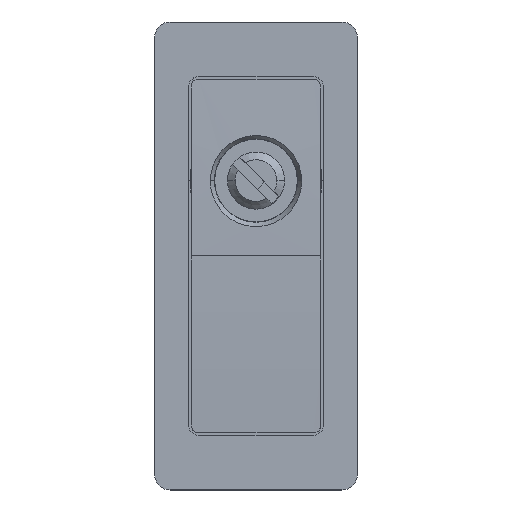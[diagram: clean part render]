
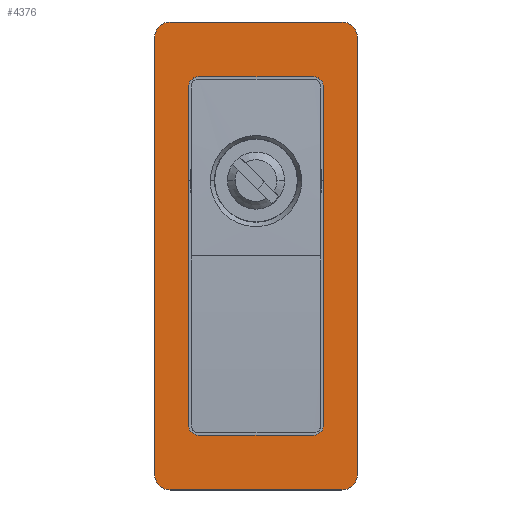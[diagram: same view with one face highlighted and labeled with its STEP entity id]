
A CAD part, top view. The second image highlights one B-rep face of the part: STEP entity #4376.
In plain terms, the highlighted planar face has unit normal (0, 0, 1).
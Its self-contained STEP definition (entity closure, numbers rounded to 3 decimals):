
#15 = VERTEX_POINT ( 'NONE', #3044 ) ;
#49 = VECTOR ( 'NONE', #5158, 1000. ) ;
#92 = DIRECTION ( 'NONE',  ( 1., 0., 0. ) ) ;
#176 = DIRECTION ( 'NONE',  ( 0., 0., 1. ) ) ;
#253 = AXIS2_PLACEMENT_3D ( 'NONE', #3738, #176, #4338 ) ;
#290 = CARTESIAN_POINT ( 'NONE',  ( 16.5, -56.5, 0. ) ) ;
#354 = CIRCLE ( 'NONE', #2705, 2. ) ;
#564 = ORIENTED_EDGE ( 'NONE', *, *, #4732, .F. ) ;
#651 = DIRECTION ( 'NONE',  ( 0., 0., 1. ) ) ;
#670 = CARTESIAN_POINT ( 'NONE',  ( 19.5, 27.5, 0. ) ) ;
#706 = CARTESIAN_POINT ( 'NONE',  ( -16.5, -59.5, 0. ) ) ;
#727 = ORIENTED_EDGE ( 'NONE', *, *, #1467, .T. ) ;
#728 = CIRCLE ( 'NONE', #6239, 3. ) ;
#763 = CARTESIAN_POINT ( 'NONE',  ( 16.5, 30.5, 0. ) ) ;
#787 = VECTOR ( 'NONE', #6294, 1000. ) ;
#831 = DIRECTION ( 'NONE',  ( 0., 0., 1. ) ) ;
#1011 = CARTESIAN_POINT ( 'NONE',  ( -16.5, -56.5, 0. ) ) ;
#1140 = VERTEX_POINT ( 'NONE', #2590 ) ;
#1228 = CARTESIAN_POINT ( 'NONE',  ( 19.5, 27.5, 0. ) ) ;
#1276 = LINE ( 'NONE', #7251, #7638 ) ;
#1319 = CARTESIAN_POINT ( 'NONE',  ( 11., 18., 0. ) ) ;
#1423 = PLANE ( 'NONE',  #4716 ) ;
#1435 = EDGE_CURVE ( 'NONE', #1140, #1852, #7273, .T. ) ;
#1467 = EDGE_CURVE ( 'NONE', #2233, #3530, #6702, .T. ) ;
#1491 = VERTEX_POINT ( 'NONE', #763 ) ;
#1599 = DIRECTION ( 'NONE',  ( 0., 1., 0. ) ) ;
#1627 = ORIENTED_EDGE ( 'NONE', *, *, #5292, .T. ) ;
#1669 = ORIENTED_EDGE ( 'NONE', *, *, #7632, .T. ) ;
#1828 = CARTESIAN_POINT ( 'NONE',  ( -11., -47., 0. ) ) ;
#1852 = VERTEX_POINT ( 'NONE', #7177 ) ;
#1926 = EDGE_CURVE ( 'NONE', #6645, #7050, #1276, .T. ) ;
#1933 = DIRECTION ( 'NONE',  ( 0., 0., 1. ) ) ;
#1939 = CARTESIAN_POINT ( 'NONE',  ( -19.5, 27.5, 0. ) ) ;
#2042 = CARTESIAN_POINT ( 'NONE',  ( -11., -49., 0. ) ) ;
#2087 = CARTESIAN_POINT ( 'NONE',  ( -16.5, -56.5, 0. ) ) ;
#2169 = EDGE_CURVE ( 'NONE', #5034, #6645, #2293, .T. ) ;
#2233 = VERTEX_POINT ( 'NONE', #4494 ) ;
#2254 = VERTEX_POINT ( 'NONE', #6274 ) ;
#2293 = CIRCLE ( 'NONE', #5363, 2. ) ;
#2347 = ORIENTED_EDGE ( 'NONE', *, *, #5828, .T. ) ;
#2465 = CARTESIAN_POINT ( 'NONE',  ( -19.5, 27.5, 0. ) ) ;
#2492 = ORIENTED_EDGE ( 'NONE', *, *, #5595, .F. ) ;
#2590 = CARTESIAN_POINT ( 'NONE',  ( 13., 18., 0. ) ) ;
#2679 = VERTEX_POINT ( 'NONE', #2465 ) ;
#2698 = EDGE_CURVE ( 'NONE', #3570, #1491, #3972, .T. ) ;
#2705 = AXIS2_PLACEMENT_3D ( 'NONE', #1828, #1933, #4225 ) ;
#2918 = DIRECTION ( 'NONE',  ( 0., 0., 1. ) ) ;
#3001 = ORIENTED_EDGE ( 'NONE', *, *, #1926, .F. ) ;
#3024 = DIRECTION ( 'NONE',  ( 0., -1., 0. ) ) ;
#3044 = CARTESIAN_POINT ( 'NONE',  ( 19.5, -56.5, 0. ) ) ;
#3138 = AXIS2_PLACEMENT_3D ( 'NONE', #6510, #2918, #4121 ) ;
#3303 = LINE ( 'NONE', #4516, #5951 ) ;
#3348 = CARTESIAN_POINT ( 'NONE',  ( -11., -49., 0. ) ) ;
#3359 = ORIENTED_EDGE ( 'NONE', *, *, #3916, .T. ) ;
#3393 = DIRECTION ( 'NONE',  ( 1., 0., 0. ) ) ;
#3402 = AXIS2_PLACEMENT_3D ( 'NONE', #1011, #7006, #3393 ) ;
#3530 = VERTEX_POINT ( 'NONE', #6541 ) ;
#3570 = VERTEX_POINT ( 'NONE', #1228 ) ;
#3636 = AXIS2_PLACEMENT_3D ( 'NONE', #290, #6786, #6864 ) ;
#3698 = VECTOR ( 'NONE', #4673, 1000. ) ;
#3725 = CARTESIAN_POINT ( 'NONE',  ( -11., 20., 0. ) ) ;
#3738 = CARTESIAN_POINT ( 'NONE',  ( 16.5, 27.5, 0. ) ) ;
#3749 = EDGE_CURVE ( 'NONE', #1491, #4452, #7352, .T. ) ;
#3866 = CIRCLE ( 'NONE', #3402, 3. ) ;
#3916 = EDGE_CURVE ( 'NONE', #2254, #2233, #3866, .T. ) ;
#3952 = EDGE_CURVE ( 'NONE', #7304, #1140, #3303, .T. ) ;
#3972 = CIRCLE ( 'NONE', #253, 3. ) ;
#4014 = CARTESIAN_POINT ( 'NONE',  ( -16.5, 27.5, 0. ) ) ;
#4048 = CIRCLE ( 'NONE', #3636, 3. ) ;
#4121 = DIRECTION ( 'NONE',  ( 1., 0., 0. ) ) ;
#4170 = CIRCLE ( 'NONE', #3138, 2. ) ;
#4176 = LINE ( 'NONE', #7460, #3698 ) ;
#4225 = DIRECTION ( 'NONE',  ( 1., 0., 0. ) ) ;
#4257 = DIRECTION ( 'NONE',  ( 1., 0., 0. ) ) ;
#4265 = ORIENTED_EDGE ( 'NONE', *, *, #3749, .T. ) ;
#4292 = ORIENTED_EDGE ( 'NONE', *, *, #2169, .F. ) ;
#4338 = DIRECTION ( 'NONE',  ( 1., 0., 0. ) ) ;
#4376 = ADVANCED_FACE ( 'NONE', ( #7253, #4418 ), #1423, .T. ) ;
#4405 = DIRECTION ( 'NONE',  ( 0., 0., 1. ) ) ;
#4418 = FACE_OUTER_BOUND ( 'NONE', #6672, .T. ) ;
#4452 = VERTEX_POINT ( 'NONE', #4506 ) ;
#4465 = VERTEX_POINT ( 'NONE', #2042 ) ;
#4494 = CARTESIAN_POINT ( 'NONE',  ( -16.5, -59.5, 0. ) ) ;
#4506 = CARTESIAN_POINT ( 'NONE',  ( -16.5, 30.5, 0. ) ) ;
#4516 = CARTESIAN_POINT ( 'NONE',  ( 13., 18., 0. ) ) ;
#4601 = DIRECTION ( 'NONE',  ( 0., 0., 1. ) ) ;
#4673 = DIRECTION ( 'NONE',  ( -1., 0., 0. ) ) ;
#4716 = AXIS2_PLACEMENT_3D ( 'NONE', #2087, #4405, #5688 ) ;
#4732 = EDGE_CURVE ( 'NONE', #7050, #4465, #354, .T. ) ;
#4747 = DIRECTION ( 'NONE',  ( -1., 0., 0. ) ) ;
#4862 = EDGE_CURVE ( 'NONE', #15, #3570, #7758, .T. ) ;
#4917 = VECTOR ( 'NONE', #4257, 1000. ) ;
#5004 = DIRECTION ( 'NONE',  ( 0., 1., 0. ) ) ;
#5034 = VERTEX_POINT ( 'NONE', #3725 ) ;
#5055 = ORIENTED_EDGE ( 'NONE', *, *, #7246, .F. ) ;
#5158 = DIRECTION ( 'NONE',  ( 1., 0., 0. ) ) ;
#5292 = EDGE_CURVE ( 'NONE', #4452, #2679, #728, .T. ) ;
#5363 = AXIS2_PLACEMENT_3D ( 'NONE', #7404, #831, #5623 ) ;
#5501 = CARTESIAN_POINT ( 'NONE',  ( -13., 18., 0. ) ) ;
#5595 = EDGE_CURVE ( 'NONE', #1852, #5034, #4176, .T. ) ;
#5597 = ORIENTED_EDGE ( 'NONE', *, *, #4862, .T. ) ;
#5623 = DIRECTION ( 'NONE',  ( -1., 0., 0. ) ) ;
#5646 = ORIENTED_EDGE ( 'NONE', *, *, #2698, .T. ) ;
#5688 = DIRECTION ( 'NONE',  ( 1., 0., 0. ) ) ;
#5828 = EDGE_CURVE ( 'NONE', #2679, #2254, #7195, .T. ) ;
#5951 = VECTOR ( 'NONE', #1599, 1000. ) ;
#5980 = VECTOR ( 'NONE', #5004, 1000. ) ;
#6185 = ORIENTED_EDGE ( 'NONE', *, *, #6217, .F. ) ;
#6217 = EDGE_CURVE ( 'NONE', #6681, #7304, #4170, .T. ) ;
#6239 = AXIS2_PLACEMENT_3D ( 'NONE', #4014, #4601, #4747 ) ;
#6274 = CARTESIAN_POINT ( 'NONE',  ( -19.5, -56.5, 0. ) ) ;
#6294 = DIRECTION ( 'NONE',  ( -1., 0., 0. ) ) ;
#6317 = AXIS2_PLACEMENT_3D ( 'NONE', #1319, #651, #92 ) ;
#6325 = CARTESIAN_POINT ( 'NONE',  ( 11., -49., 0. ) ) ;
#6473 = CARTESIAN_POINT ( 'NONE',  ( 13., -47., 0. ) ) ;
#6510 = CARTESIAN_POINT ( 'NONE',  ( 11., -47., 0. ) ) ;
#6541 = CARTESIAN_POINT ( 'NONE',  ( 16.5, -59.5, 0. ) ) ;
#6617 = ORIENTED_EDGE ( 'NONE', *, *, #1435, .F. ) ;
#6645 = VERTEX_POINT ( 'NONE', #5501 ) ;
#6672 = EDGE_LOOP ( 'NONE', ( #3359, #727, #1669, #5597, #5646, #4265, #1627, #2347 ) ) ;
#6681 = VERTEX_POINT ( 'NONE', #6325 ) ;
#6702 = LINE ( 'NONE', #706, #4917 ) ;
#6786 = DIRECTION ( 'NONE',  ( 0., 0., 1. ) ) ;
#6864 = DIRECTION ( 'NONE',  ( 1., 0., 0. ) ) ;
#6916 = ORIENTED_EDGE ( 'NONE', *, *, #3952, .F. ) ;
#7003 = VECTOR ( 'NONE', #7254, 1000. ) ;
#7006 = DIRECTION ( 'NONE',  ( 0., 0., 1. ) ) ;
#7050 = VERTEX_POINT ( 'NONE', #7743 ) ;
#7177 = CARTESIAN_POINT ( 'NONE',  ( 11., 20., 0. ) ) ;
#7195 = LINE ( 'NONE', #1939, #7003 ) ;
#7210 = EDGE_LOOP ( 'NONE', ( #564, #3001, #4292, #2492, #6617, #6916, #6185, #5055 ) ) ;
#7246 = EDGE_CURVE ( 'NONE', #4465, #6681, #7628, .T. ) ;
#7251 = CARTESIAN_POINT ( 'NONE',  ( -13., 18., 0. ) ) ;
#7253 = FACE_BOUND ( 'NONE', #7210, .T. ) ;
#7254 = DIRECTION ( 'NONE',  ( 0., -1., 0. ) ) ;
#7273 = CIRCLE ( 'NONE', #6317, 2. ) ;
#7304 = VERTEX_POINT ( 'NONE', #6473 ) ;
#7352 = LINE ( 'NONE', #7398, #787 ) ;
#7398 = CARTESIAN_POINT ( 'NONE',  ( -16.5, 30.5, 0. ) ) ;
#7404 = CARTESIAN_POINT ( 'NONE',  ( -11., 18., 0. ) ) ;
#7460 = CARTESIAN_POINT ( 'NONE',  ( -11., 20., 0. ) ) ;
#7628 = LINE ( 'NONE', #3348, #49 ) ;
#7632 = EDGE_CURVE ( 'NONE', #3530, #15, #4048, .T. ) ;
#7638 = VECTOR ( 'NONE', #3024, 1000. ) ;
#7743 = CARTESIAN_POINT ( 'NONE',  ( -13., -47., 0. ) ) ;
#7758 = LINE ( 'NONE', #670, #5980 ) ;
